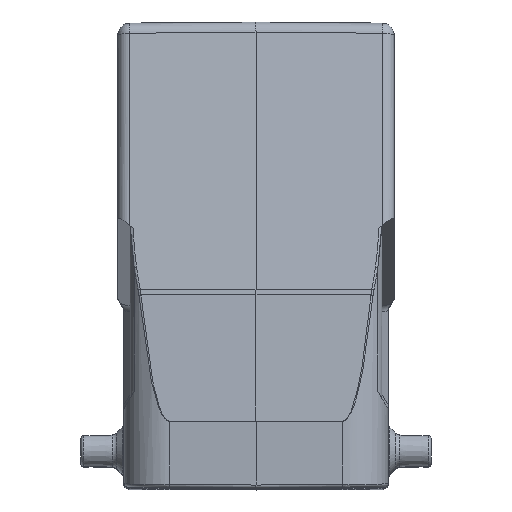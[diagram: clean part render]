
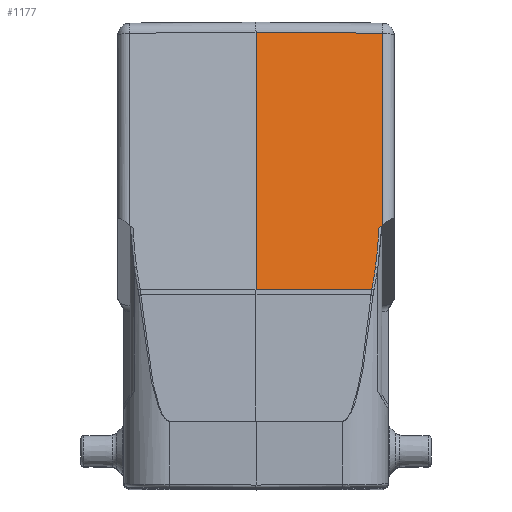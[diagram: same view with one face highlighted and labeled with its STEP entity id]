
A CAD part, top view. The second image highlights one B-rep face of the part: STEP entity #1177.
In plain terms, the highlighted planar face has unit normal (0.009, 0.174, 0.985).
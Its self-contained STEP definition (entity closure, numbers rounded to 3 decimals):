
#447=PLANE('',#9816);
#728=ELLIPSE('',#9815,40.313,7.);
#1177=ADVANCED_FACE('',(#1835),#447,.T.);
#1835=FACE_OUTER_BOUND('',#2416,.T.);
#2416=EDGE_LOOP('',(#6254,#6255,#6256,#6257,#6258,#6259,#6260));
#2742=CIRCLE('',#9695,62.355);
#3306=LINE('',#16234,#4006);
#3307=LINE('',#16238,#4007);
#3344=LINE('',#16631,#4044);
#3345=LINE('',#16633,#4045);
#3346=LINE('',#16635,#4046);
#4006=VECTOR('',#11806,1.);
#4007=VECTOR('',#11811,1.);
#4044=VECTOR('',#12090,1.);
#4045=VECTOR('',#12093,1.);
#4046=VECTOR('',#12094,1.);
#6254=ORIENTED_EDGE('',*,*,#8549,.T.);
#6255=ORIENTED_EDGE('',*,*,#8544,.T.);
#6256=ORIENTED_EDGE('',*,*,#8542,.F.);
#6257=ORIENTED_EDGE('',*,*,#8653,.T.);
#6258=ORIENTED_EDGE('',*,*,#8654,.T.);
#6259=ORIENTED_EDGE('',*,*,#8655,.F.);
#6260=ORIENTED_EDGE('',*,*,#8656,.T.);
#7388=VERTEX_POINT('',#16231);
#7389=VERTEX_POINT('',#16235);
#7390=VERTEX_POINT('',#16239);
#7392=VERTEX_POINT('',#16263);
#7454=VERTEX_POINT('',#16613);
#7457=VERTEX_POINT('',#16634);
#7458=VERTEX_POINT('',#16636);
#8542=EDGE_CURVE('',#7388,#7389,#3306,.T.);
#8544=EDGE_CURVE('',#7390,#7389,#3307,.T.);
#8549=EDGE_CURVE('',#7392,#7390,#2742,.T.);
#8653=EDGE_CURVE('',#7388,#7454,#3344,.T.);
#8654=EDGE_CURVE('',#7454,#7457,#3345,.T.);
#8655=EDGE_CURVE('',#7458,#7457,#3346,.T.);
#8656=EDGE_CURVE('',#7458,#7392,#728,.T.);
#9695=AXIS2_PLACEMENT_3D('',#16269,#11816,#11817);
#9815=AXIS2_PLACEMENT_3D('',#16637,#12095,#12096);
#9816=AXIS2_PLACEMENT_3D('',#16638,#12097,#12098);
#11806=DIRECTION('',(0.,-0.985,0.174));
#11811=DIRECTION('',(0.762,0.637,-0.119));
#11816=DIRECTION('',(0.009,0.174,0.985));
#11817=DIRECTION('',(0.,-0.985,0.174));
#12090=DIRECTION('',(-1.,0.009,0.007));
#12093=DIRECTION('',(0.,-0.985,0.174));
#12094=DIRECTION('',(-1.,0.001,0.009));
#12095=DIRECTION('',(0.009,0.174,0.985));
#12096=DIRECTION('',(0.002,-0.985,0.174));
#12097=DIRECTION('',(0.009,0.174,0.985));
#12098=DIRECTION('',(0.,-0.985,0.174));
#16231=CARTESIAN_POINT('',(20.517,19.584,50.546));
#16234=CARTESIAN_POINT('',(20.517,19.584,50.546));
#16235=CARTESIAN_POINT('',(20.517,-11.704,56.062));
#16238=CARTESIAN_POINT('',(19.963,-12.168,56.149));
#16239=CARTESIAN_POINT('',(19.963,-12.168,56.149));
#16263=CARTESIAN_POINT('',(19.449,-18.497,57.27));
#16269=CARTESIAN_POINT('',(-42.367,-10.39,56.388));
#16613=CARTESIAN_POINT('',(0.,19.763,50.696));
#16631=CARTESIAN_POINT('',(20.517,19.584,50.546));
#16633=CARTESIAN_POINT('',(0.,19.763,50.696));
#16634=CARTESIAN_POINT('',(0.,-22.155,58.087));
#16635=CARTESIAN_POINT('',(96.056,-22.264,57.255));
#16636=CARTESIAN_POINT('',(18.848,-22.176,57.924));
#16637=CARTESIAN_POINT('',(14.004,6.729,52.87));
#16638=CARTESIAN_POINT('',(0.,21.415,50.404));
